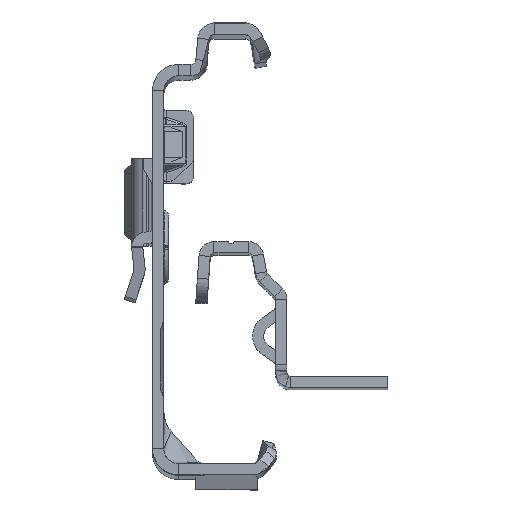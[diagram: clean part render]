
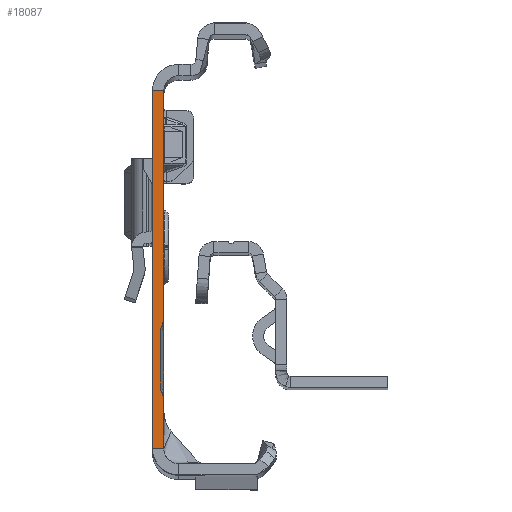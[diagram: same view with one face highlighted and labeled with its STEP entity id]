
A CAD part, top view. The second image highlights one B-rep face of the part: STEP entity #18087.
In plain terms, the highlighted planar face has unit normal (0, 0, 1).
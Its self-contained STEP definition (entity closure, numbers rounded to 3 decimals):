
#387 = LINE ( 'NONE', #17255, #17518 ) ;
#436 = VERTEX_POINT ( 'NONE', #7093 ) ;
#517 = DIRECTION ( 'NONE',  ( -1., 0., 0. ) ) ;
#731 = DIRECTION ( 'NONE',  ( 0., -1., 0. ) ) ;
#792 = CARTESIAN_POINT ( 'NONE',  ( 0., 22.135, 0. ) ) ;
#978 = CARTESIAN_POINT ( 'NONE',  ( 0.6, -9.865, 0. ) ) ;
#1350 = VECTOR ( 'NONE', #517, 1000. ) ;
#1453 = CARTESIAN_POINT ( 'NONE',  ( -0.306, -9.443, 0. ) ) ;
#1511 = VERTEX_POINT ( 'NONE', #23514 ) ;
#1582 = VECTOR ( 'NONE', #18738, 1000. ) ;
#2241 = LINE ( 'NONE', #2508, #3974 ) ;
#2417 = VERTEX_POINT ( 'NONE', #3693 ) ;
#2508 = CARTESIAN_POINT ( 'NONE',  ( 0., 24.135, 0. ) ) ;
#2698 = VERTEX_POINT ( 'NONE', #792 ) ;
#2893 = EDGE_CURVE ( 'NONE', #8695, #7243, #26582, .T. ) ;
#3693 = CARTESIAN_POINT ( 'NONE',  ( -1.5, 22.135, 0. ) ) ;
#3700 = CARTESIAN_POINT ( 'NONE',  ( -0.234, -18.442, 0. ) ) ;
#3974 = VECTOR ( 'NONE', #731, 1000. ) ;
#3975 = EDGE_CURVE ( 'NONE', #2698, #2417, #10375, .T. ) ;
#4270 = ORIENTED_EDGE ( 'NONE', *, *, #27114, .T. ) ;
#4306 = CARTESIAN_POINT ( 'NONE',  ( 0., -8.231, 0. ) ) ;
#4326 = DIRECTION ( 'NONE',  ( 0., 0., -1. ) ) ;
#5041 = DIRECTION ( 'NONE',  ( 0.423, -0.906, 0. ) ) ;
#5314 = CIRCLE ( 'NONE', #20631, 1. ) ;
#5318 = DIRECTION ( 'NONE',  ( 0., 0., 1. ) ) ;
#5978 = CARTESIAN_POINT ( 'NONE',  ( -2.5, -19.499, 0. ) ) ;
#6159 = EDGE_CURVE ( 'NONE', #8249, #8496, #26224, .T. ) ;
#6168 = ORIENTED_EDGE ( 'NONE', *, *, #15430, .F. ) ;
#6824 = PLANE ( 'NONE',  #11240 ) ;
#6905 = AXIS2_PLACEMENT_3D ( 'NONE', #11715, #9153, #18155 ) ;
#7093 = CARTESIAN_POINT ( 'NONE',  ( 0., -19.499, 0. ) ) ;
#7243 = VERTEX_POINT ( 'NONE', #1453 ) ;
#7610 = CIRCLE ( 'NONE', #11122, 2.5 ) ;
#7715 = VECTOR ( 'NONE', #14080, 1000. ) ;
#8249 = VERTEX_POINT ( 'NONE', #14957 ) ;
#8389 = CARTESIAN_POINT ( 'NONE',  ( -1.5, -25.865, 0. ) ) ;
#8496 = VERTEX_POINT ( 'NONE', #9678 ) ;
#8637 = VERTEX_POINT ( 'NONE', #4306 ) ;
#8695 = VERTEX_POINT ( 'NONE', #15282 ) ;
#8819 = LINE ( 'NONE', #25162, #11124 ) ;
#9153 = DIRECTION ( 'NONE',  ( 0., 0., 1. ) ) ;
#9393 = LINE ( 'NONE', #26282, #23352 ) ;
#9678 = CARTESIAN_POINT ( 'NONE',  ( -0.306, -18.288, 0. ) ) ;
#10375 = LINE ( 'NONE', #17223, #1582 ) ;
#10501 = EDGE_CURVE ( 'NONE', #21294, #20109, #14267, .T. ) ;
#10930 = CARTESIAN_POINT ( 'NONE',  ( 0., -25.865, 0. ) ) ;
#10938 = EDGE_CURVE ( 'NONE', #7243, #1511, #5314, .T. ) ;
#11074 = VECTOR ( 'NONE', #23407, 1000. ) ;
#11122 = AXIS2_PLACEMENT_3D ( 'NONE', #14828, #22920, #25396 ) ;
#11124 = VECTOR ( 'NONE', #21280, 1000. ) ;
#11240 = AXIS2_PLACEMENT_3D ( 'NONE', #15203, #5318, #24113 ) ;
#11715 = CARTESIAN_POINT ( 'NONE',  ( 0.6, -17.865, 0. ) ) ;
#11882 = CARTESIAN_POINT ( 'NONE',  ( -0.234, -9.288, 0. ) ) ;
#12519 = AXIS2_PLACEMENT_3D ( 'NONE', #5978, #4326, #16811 ) ;
#13466 = ORIENTED_EDGE ( 'NONE', *, *, #17301, .F. ) ;
#13739 = ORIENTED_EDGE ( 'NONE', *, *, #10938, .F. ) ;
#14005 = EDGE_CURVE ( 'NONE', #2698, #8637, #8819, .T. ) ;
#14080 = DIRECTION ( 'NONE',  ( -0.423, -0.906, 0. ) ) ;
#14267 = LINE ( 'NONE', #10930, #1350 ) ;
#14348 = CARTESIAN_POINT ( 'NONE',  ( 0., -25.865, 0. ) ) ;
#14492 = EDGE_LOOP ( 'NONE', ( #6168, #24676, #24767, #4270, #22527, #21030, #13466, #23497, #26059, #25266, #13739, #17131 ) ) ;
#14812 = EDGE_CURVE ( 'NONE', #1511, #8249, #9393, .T. ) ;
#14828 = CARTESIAN_POINT ( 'NONE',  ( -2.5, -8.231, 0. ) ) ;
#14957 = CARTESIAN_POINT ( 'NONE',  ( -0.4, -17.865, 0. ) ) ;
#15053 = CARTESIAN_POINT ( 'NONE',  ( -1.5, 24.135, 0. ) ) ;
#15203 = CARTESIAN_POINT ( 'NONE',  ( -1.5, 24.135, 0. ) ) ;
#15282 = CARTESIAN_POINT ( 'NONE',  ( -0.234, -9.288, 0. ) ) ;
#15430 = EDGE_CURVE ( 'NONE', #8637, #8695, #7610, .T. ) ;
#16811 = DIRECTION ( 'NONE',  ( 1., 0., 0. ) ) ;
#17131 = ORIENTED_EDGE ( 'NONE', *, *, #2893, .F. ) ;
#17223 = CARTESIAN_POINT ( 'NONE',  ( 0., 22.135, 0. ) ) ;
#17255 = CARTESIAN_POINT ( 'NONE',  ( -0.234, -18.442, 0. ) ) ;
#17301 = EDGE_CURVE ( 'NONE', #17871, #436, #23464, .T. ) ;
#17518 = VECTOR ( 'NONE', #5041, 1000. ) ;
#17871 = VERTEX_POINT ( 'NONE', #3700 ) ;
#18087 = ADVANCED_FACE ( 'NONE', ( #25638 ), #6824, .T. ) ;
#18155 = DIRECTION ( 'NONE',  ( 1., 0., 0. ) ) ;
#18738 = DIRECTION ( 'NONE',  ( -1., 0., 0. ) ) ;
#20109 = VERTEX_POINT ( 'NONE', #8389 ) ;
#20631 = AXIS2_PLACEMENT_3D ( 'NONE', #978, #25542, #23473 ) ;
#21030 = ORIENTED_EDGE ( 'NONE', *, *, #24289, .F. ) ;
#21280 = DIRECTION ( 'NONE',  ( 0., -1., 0. ) ) ;
#21294 = VERTEX_POINT ( 'NONE', #14348 ) ;
#22527 = ORIENTED_EDGE ( 'NONE', *, *, #10501, .F. ) ;
#22920 = DIRECTION ( 'NONE',  ( 0., 0., -1. ) ) ;
#23352 = VECTOR ( 'NONE', #23808, 1000. ) ;
#23407 = DIRECTION ( 'NONE',  ( 0., -1., 0. ) ) ;
#23464 = CIRCLE ( 'NONE', #12519, 2.5 ) ;
#23473 = DIRECTION ( 'NONE',  ( -1., 0., 0. ) ) ;
#23497 = ORIENTED_EDGE ( 'NONE', *, *, #23530, .F. ) ;
#23514 = CARTESIAN_POINT ( 'NONE',  ( -0.4, -9.865, 0. ) ) ;
#23530 = EDGE_CURVE ( 'NONE', #8496, #17871, #387, .T. ) ;
#23808 = DIRECTION ( 'NONE',  ( 0., -1., 0. ) ) ;
#24113 = DIRECTION ( 'NONE',  ( 0., -1., 0. ) ) ;
#24289 = EDGE_CURVE ( 'NONE', #436, #21294, #2241, .T. ) ;
#24676 = ORIENTED_EDGE ( 'NONE', *, *, #14005, .F. ) ;
#24767 = ORIENTED_EDGE ( 'NONE', *, *, #3975, .T. ) ;
#25162 = CARTESIAN_POINT ( 'NONE',  ( 0., 24.135, 0. ) ) ;
#25266 = ORIENTED_EDGE ( 'NONE', *, *, #14812, .F. ) ;
#25396 = DIRECTION ( 'NONE',  ( -1., 0., 0. ) ) ;
#25542 = DIRECTION ( 'NONE',  ( 0., 0., 1. ) ) ;
#25638 = FACE_OUTER_BOUND ( 'NONE', #14492, .T. ) ;
#26059 = ORIENTED_EDGE ( 'NONE', *, *, #6159, .F. ) ;
#26224 = CIRCLE ( 'NONE', #6905, 1. ) ;
#26282 = CARTESIAN_POINT ( 'NONE',  ( -0.4, -9.865, 0. ) ) ;
#26410 = LINE ( 'NONE', #15053, #11074 ) ;
#26582 = LINE ( 'NONE', #11882, #7715 ) ;
#27114 = EDGE_CURVE ( 'NONE', #2417, #20109, #26410, .T. ) ;
